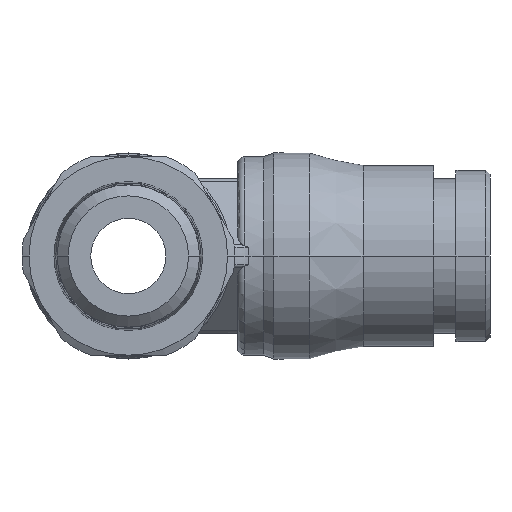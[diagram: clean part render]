
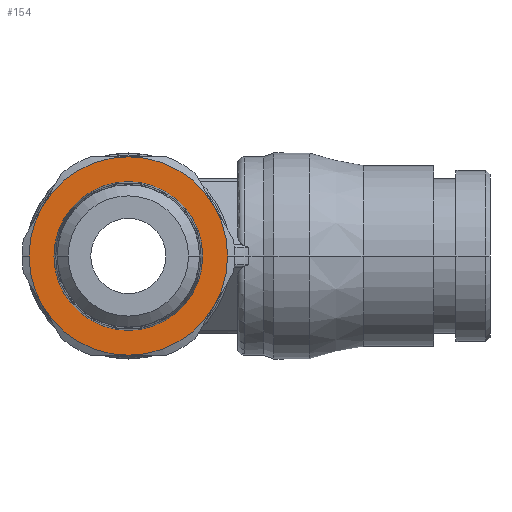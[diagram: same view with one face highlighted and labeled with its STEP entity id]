
A CAD part, left-side view. The second image highlights one B-rep face of the part: STEP entity #154.
In plain terms, the highlighted planar face has unit normal (-1, 0, 0).
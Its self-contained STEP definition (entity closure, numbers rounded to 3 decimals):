
#154=ADVANCED_FACE('',(#465,#466),#467,.T.);
#465=FACE_BOUND('',#869,.T.);
#466=FACE_OUTER_BOUND('',#870,.T.);
#467=PLANE('',#871);
#869=EDGE_LOOP('',(#1863,#1864));
#870=EDGE_LOOP('',(#1865,#1866,#1867,#1868,#1869,#1870,#1871,#1872));
#871=AXIS2_PLACEMENT_3D('',#1873,#1874,#1875);
#1863=ORIENTED_EDGE('',*,*,#2774,.T.);
#1864=ORIENTED_EDGE('',*,*,#2918,.T.);
#1865=ORIENTED_EDGE('',*,*,#2937,.F.);
#1866=ORIENTED_EDGE('',*,*,#2934,.F.);
#1867=ORIENTED_EDGE('',*,*,#2931,.F.);
#1868=ORIENTED_EDGE('',*,*,#2928,.F.);
#1869=ORIENTED_EDGE('',*,*,#2770,.F.);
#1870=ORIENTED_EDGE('',*,*,#2926,.F.);
#1871=ORIENTED_EDGE('',*,*,#2939,.F.);
#1872=ORIENTED_EDGE('',*,*,#2764,.F.);
#1873=CARTESIAN_POINT('',(-51.951,-3.5,0.0));
#1874=DIRECTION('',(-1.0,0.,-0.0));
#1875=DIRECTION('',(0.,1.0,0.0));
#2764=EDGE_CURVE('',#3376,#3379,#3380,.T.);
#2770=EDGE_CURVE('',#3389,#3385,#3391,.T.);
#2774=EDGE_CURVE('',#3393,#3397,#3399,.T.);
#2918=EDGE_CURVE('',#3397,#3393,#3637,.T.);
#2926=EDGE_CURVE('',#3604,#3389,#3648,.T.);
#2928=EDGE_CURVE('',#3385,#3650,#3651,.T.);
#2931=EDGE_CURVE('',#3650,#3654,#3655,.T.);
#2934=EDGE_CURVE('',#3654,#3658,#3659,.T.);
#2937=EDGE_CURVE('',#3658,#3376,#3662,.T.);
#2939=EDGE_CURVE('',#3379,#3604,#3664,.T.);
#3376=VERTEX_POINT('',#5850);
#3379=VERTEX_POINT('',#5854);
#3380=CIRCLE('',#5855,7.0);
#3385=VERTEX_POINT('',#5871);
#3389=VERTEX_POINT('',#5876);
#3391=CIRCLE('',#5889,7.0);
#3393=VERTEX_POINT('',#5891);
#3397=VERTEX_POINT('',#5896);
#3399=CIRCLE('',#5899,5.246);
#3604=VERTEX_POINT('',#6364);
#3637=CIRCLE('',#6445,5.246);
#3648=CIRCLE('',#6456,7.0);
#3650=VERTEX_POINT('',#6469);
#3651=CIRCLE('',#6470,7.0);
#3654=VERTEX_POINT('',#6495);
#3655=CIRCLE('',#6496,7.0);
#3658=VERTEX_POINT('',#6521);
#3659=CIRCLE('',#6522,7.0);
#3662=CIRCLE('',#6547,7.0);
#3664=CIRCLE('',#6560,7.0);
#5850=CARTESIAN_POINT('',(-51.951,-7.0,0.));
#5854=CARTESIAN_POINT('',(-51.951,-6.062,-3.5));
#5855=AXIS2_PLACEMENT_3D('',#9905,#9906,#9907);
#5871=CARTESIAN_POINT('',(-51.951,7.0,0.));
#5876=CARTESIAN_POINT('',(-51.951,6.062,-3.5));
#5889=AXIS2_PLACEMENT_3D('',#9915,#9916,#9917);
#5891=CARTESIAN_POINT('',(-51.951,-5.246,0.0));
#5896=CARTESIAN_POINT('',(-51.951,5.246,0.));
#5899=AXIS2_PLACEMENT_3D('',#9923,#9924,#9925);
#6364=CARTESIAN_POINT('',(-51.951,0.0,-7.0));
#6445=AXIS2_PLACEMENT_3D('',#10175,#10176,#10177);
#6456=AXIS2_PLACEMENT_3D('',#10199,#10200,#10201);
#6469=CARTESIAN_POINT('',(-51.951,6.062,3.5));
#6470=AXIS2_PLACEMENT_3D('',#10202,#10203,#10204);
#6495=CARTESIAN_POINT('',(-51.951,0.,7.0));
#6496=AXIS2_PLACEMENT_3D('',#10205,#10206,#10207);
#6521=CARTESIAN_POINT('',(-51.951,-6.062,3.5));
#6522=AXIS2_PLACEMENT_3D('',#10208,#10209,#10210);
#6547=AXIS2_PLACEMENT_3D('',#10211,#10212,#10213);
#6560=AXIS2_PLACEMENT_3D('',#10214,#10215,#10216);
#9905=CARTESIAN_POINT('',(-51.951,0.0,0.0));
#9906=DIRECTION('',(1.0,0.,0.0));
#9907=DIRECTION('',(0.,-1.0,0.0));
#9915=CARTESIAN_POINT('',(-51.951,0.0,0.0));
#9916=DIRECTION('',(1.0,0.,0.0));
#9917=DIRECTION('',(0.,-1.0,0.0));
#9923=CARTESIAN_POINT('',(-51.951,0.,0.0));
#9924=DIRECTION('',(1.0,0.,0.0));
#9925=DIRECTION('',(0.,-1.0,0.0));
#10175=CARTESIAN_POINT('',(-51.951,0.,0.0));
#10176=DIRECTION('',(1.0,0.,0.0));
#10177=DIRECTION('',(0.,-1.0,0.0));
#10199=CARTESIAN_POINT('',(-51.951,0.0,0.0));
#10200=DIRECTION('',(1.0,0.,0.0));
#10201=DIRECTION('',(0.,-1.0,0.0));
#10202=CARTESIAN_POINT('',(-51.951,0.0,0.0));
#10203=DIRECTION('',(1.0,0.,0.0));
#10204=DIRECTION('',(0.,-1.0,0.0));
#10205=CARTESIAN_POINT('',(-51.951,0.0,0.0));
#10206=DIRECTION('',(1.0,0.,0.0));
#10207=DIRECTION('',(0.,-1.0,0.0));
#10208=CARTESIAN_POINT('',(-51.951,0.0,0.0));
#10209=DIRECTION('',(1.0,0.,0.0));
#10210=DIRECTION('',(0.,-1.0,0.0));
#10211=CARTESIAN_POINT('',(-51.951,0.0,0.0));
#10212=DIRECTION('',(1.0,0.,0.0));
#10213=DIRECTION('',(0.,-1.0,0.0));
#10214=CARTESIAN_POINT('',(-51.951,0.0,0.0));
#10215=DIRECTION('',(1.0,0.,0.0));
#10216=DIRECTION('',(0.,-1.0,0.0));
